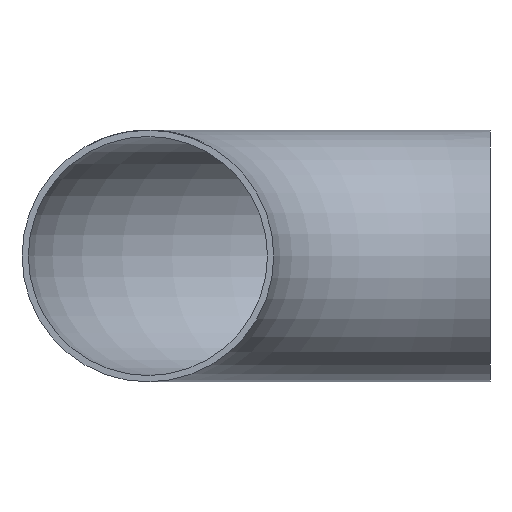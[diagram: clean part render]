
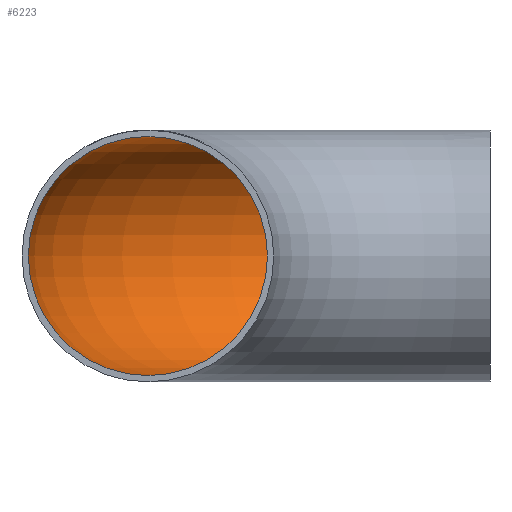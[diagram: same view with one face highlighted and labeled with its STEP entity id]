
A CAD part, front view. The second image highlights one B-rep face of the part: STEP entity #6223.
In plain terms, the highlighted toroidal (fillet/blend) face has major radius 216 mm and minor radius 75.5 mm.
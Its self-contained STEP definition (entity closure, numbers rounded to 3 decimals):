
#158 = ORIENTED_EDGE ( 'NONE', *, *, #887, .F. ) ;
#387 = CARTESIAN_POINT ( 'NONE',  ( 0., 216., 0. ) ) ;
#598 = ORIENTED_EDGE ( 'NONE', *, *, #3064, .T. ) ;
#887 = EDGE_CURVE ( 'NONE', #4180, #4180, #6724, .T. ) ;
#1283 = TOROIDAL_SURFACE ( 'NONE', #3149, 216., 75.5 ) ;
#1460 = CARTESIAN_POINT ( 'NONE',  ( -216., 0., 0. ) ) ;
#1509 = AXIS2_PLACEMENT_3D ( 'NONE', #1460, #1561, #6407 ) ;
#1561 = DIRECTION ( 'NONE',  ( 0., 1., 0. ) ) ;
#1642 = DIRECTION ( 'NONE',  ( 1., 0., 0. ) ) ;
#2562 = CARTESIAN_POINT ( 'NONE',  ( 0., 291.5, 0. ) ) ;
#2808 = EDGE_LOOP ( 'NONE', ( #158 ) ) ;
#3064 = EDGE_CURVE ( 'NONE', #5336, #5336, #4079, .T. ) ;
#3149 = AXIS2_PLACEMENT_3D ( 'NONE', #6842, #3166, #4343 ) ;
#3166 = DIRECTION ( 'NONE',  ( 0., 0., -1. ) ) ;
#4039 = FACE_OUTER_BOUND ( 'NONE', #2808, .T. ) ;
#4079 = CIRCLE ( 'NONE', #7567, 75.5 ) ;
#4180 = VERTEX_POINT ( 'NONE', #6174 ) ;
#4343 = DIRECTION ( 'NONE',  ( -1., 0., 0. ) ) ;
#4369 = EDGE_LOOP ( 'NONE', ( #598 ) ) ;
#5292 = DIRECTION ( 'NONE',  ( 0., 1., 0. ) ) ;
#5336 = VERTEX_POINT ( 'NONE', #2562 ) ;
#6174 = CARTESIAN_POINT ( 'NONE',  ( -216., 0., 75.5 ) ) ;
#6223 = ADVANCED_FACE ( 'NONE', ( #6883, #4039 ), #1283, .F. ) ;
#6407 = DIRECTION ( 'NONE',  ( 0., 0., 1. ) ) ;
#6724 = CIRCLE ( 'NONE', #1509, 75.5 ) ;
#6842 = CARTESIAN_POINT ( 'NONE',  ( 0., 0., 0. ) ) ;
#6883 = FACE_OUTER_BOUND ( 'NONE', #4369, .T. ) ;
#7567 = AXIS2_PLACEMENT_3D ( 'NONE', #387, #1642, #5292 ) ;
